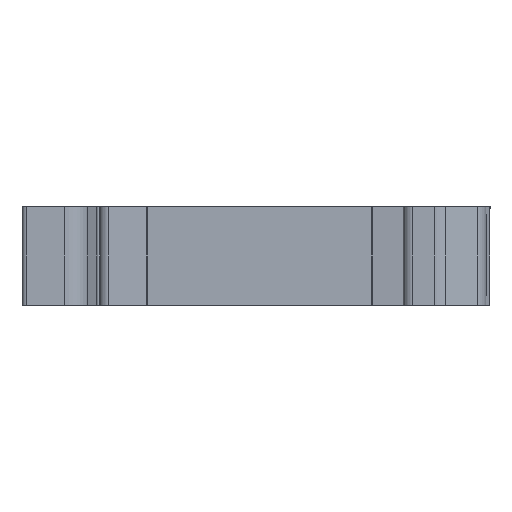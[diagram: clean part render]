
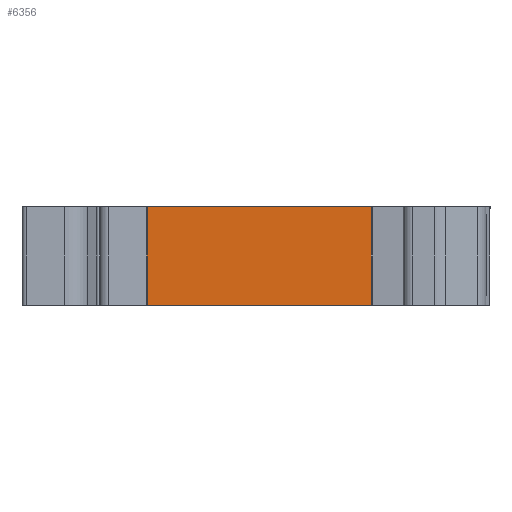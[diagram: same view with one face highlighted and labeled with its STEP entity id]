
A CAD part, front view. The second image highlights one B-rep face of the part: STEP entity #6356.
In plain terms, the highlighted planar face has unit normal (0, -1, 0).
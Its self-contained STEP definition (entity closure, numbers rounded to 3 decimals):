
#1999=DIRECTION('',(-1.,0.,0.));
#2000=VECTOR('',#1999,23.042);
#2001=CARTESIAN_POINT('',(11.721,0.3,-10.1));
#2002=LINE('',#2001,#2000);
#2003=DIRECTION('',(1.,0.,0.));
#2004=VECTOR('',#2003,23.042);
#2005=CARTESIAN_POINT('',(-11.321,0.3,0.));
#2006=LINE('',#2005,#2004);
#2007=DIRECTION('',(0.,0.,-1.));
#2008=VECTOR('',#2007,10.1);
#2009=CARTESIAN_POINT('',(11.721,0.3,0.));
#2010=LINE('',#2009,#2008);
#2011=DIRECTION('',(0.,0.,-1.));
#2012=VECTOR('',#2011,10.1);
#2013=CARTESIAN_POINT('',(-11.321,0.3,0.));
#2014=LINE('',#2013,#2012);
#3288=CARTESIAN_POINT('',(11.721,0.3,0.));
#3289=VERTEX_POINT('',#3288);
#3310=CARTESIAN_POINT('',(11.721,0.3,-10.1));
#3311=VERTEX_POINT('',#3310);
#3320=CARTESIAN_POINT('',(-11.321,0.3,0.));
#3322=VERTEX_POINT('',#3320);
#3342=CARTESIAN_POINT('',(-11.321,0.3,-10.1));
#3344=VERTEX_POINT('',#3342);
#6344=CARTESIAN_POINT('',(11.721,0.3,0.));
#6345=DIRECTION('',(0.,1.,0.));
#6346=DIRECTION('',(-1.,0.,0.));
#6347=AXIS2_PLACEMENT_3D('',#6344,#6345,#6346);
#6348=PLANE('',#6347);
#6349=ORIENTED_EDGE('',*,*,#4975,.T.);
#6351=ORIENTED_EDGE('',*,*,#6350,.F.);
#6352=ORIENTED_EDGE('',*,*,#4547,.T.);
#6353=ORIENTED_EDGE('',*,*,#6339,.T.);
#6354=EDGE_LOOP('',(#6349,#6351,#6352,#6353));
#6355=FACE_OUTER_BOUND('',#6354,.F.);
#6356=ADVANCED_FACE('',(#6355),#6348,.F.);
#4547=EDGE_CURVE('',#3322,#3289,#2006,.T.);
#4975=EDGE_CURVE('',#3311,#3344,#2002,.T.);
#6339=EDGE_CURVE('',#3289,#3311,#2010,.T.);
#6350=EDGE_CURVE('',#3322,#3344,#2014,.T.);
